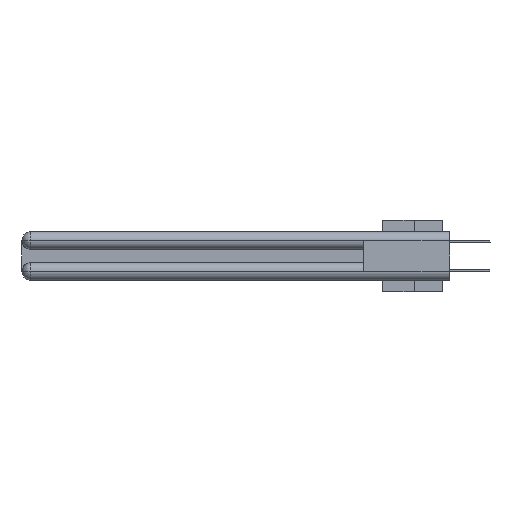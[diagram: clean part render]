
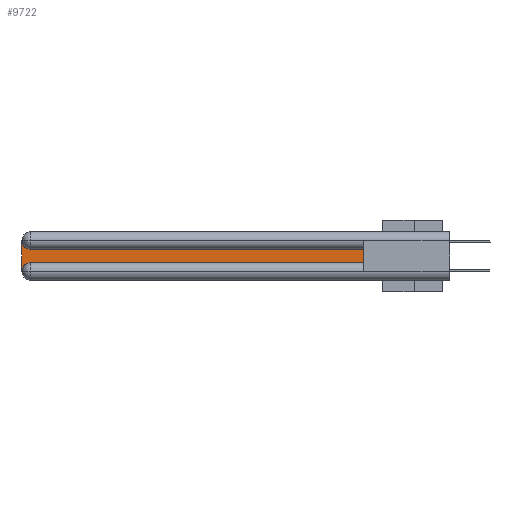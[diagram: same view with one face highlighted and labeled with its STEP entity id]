
A CAD part, left-side view. The second image highlights one B-rep face of the part: STEP entity #9722.
In plain terms, the highlighted planar face has unit normal (-1, 0, 0).
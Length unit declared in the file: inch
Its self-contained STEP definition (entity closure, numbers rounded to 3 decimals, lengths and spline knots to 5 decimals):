
#359 = CARTESIAN_POINT ( 'NONE',  ( 0.075, 0.6, -0.2175 ) ) ;
#439 = DIRECTION ( 'NONE',  ( 0., 0., -1. ) ) ;
#502 = EDGE_LOOP ( 'NONE', ( #36344, #31215, #19650, #30353, #18494, #36566 ) ) ;
#609 = CARTESIAN_POINT ( 'NONE',  ( 0.075, 2.94, -0.0625 ) ) ;
#1115 = CARTESIAN_POINT ( 'NONE',  ( 0.075, 3., -0.2775 ) ) ;
#2357 = VECTOR ( 'NONE', #439, 39.37008 ) ;
#4678 = LINE ( 'NONE', #16554, #36951 ) ;
#4699 = VERTEX_POINT ( 'NONE', #1115 ) ;
#7647 = DIRECTION ( 'NONE',  ( 1., 0., 0. ) ) ;
#8850 = CIRCLE ( 'NONE', #16314, 0.06 ) ;
#9353 = VECTOR ( 'NONE', #10614, 39.37008 ) ;
#9722 = ADVANCED_FACE ( 'NONE', ( #28072 ), #13094, .F. ) ;
#10178 = CARTESIAN_POINT ( 'NONE',  ( 0.075, 3., -0.1225 ) ) ;
#10243 = CARTESIAN_POINT ( 'NONE',  ( 0.075, 2.94, -0.2775 ) ) ;
#10614 = DIRECTION ( 'NONE',  ( 0., -1., 0. ) ) ;
#11092 = CARTESIAN_POINT ( 'NONE',  ( 0.075, 3., -0.0625 ) ) ;
#11860 = LINE ( 'NONE', #35592, #38128 ) ;
#13094 = PLANE ( 'NONE',  #19504 ) ;
#13706 = CARTESIAN_POINT ( 'NONE',  ( 0.075, 2.94, -0.1225 ) ) ;
#15108 = EDGE_CURVE ( 'NONE', #33531, #4699, #30006, .T. ) ;
#15591 = DIRECTION ( 'NONE',  ( 1., 0., 0. ) ) ;
#16314 = AXIS2_PLACEMENT_3D ( 'NONE', #10243, #21909, #27749 ) ;
#16554 = CARTESIAN_POINT ( 'NONE',  ( 0.075, 0.6, -0.1225 ) ) ;
#17421 = EDGE_CURVE ( 'NONE', #34902, #22741, #11860, .T. ) ;
#18494 = ORIENTED_EDGE ( 'NONE', *, *, #25688, .T. ) ;
#18669 = EDGE_CURVE ( 'NONE', #22741, #25579, #4678, .T. ) ;
#19504 = AXIS2_PLACEMENT_3D ( 'NONE', #10178, #7647, #22427 ) ;
#19650 = ORIENTED_EDGE ( 'NONE', *, *, #15108, .T. ) ;
#20364 = CARTESIAN_POINT ( 'NONE',  ( 0.075, 2.94, -0.2175 ) ) ;
#21800 = AXIS2_PLACEMENT_3D ( 'NONE', #609, #15591, #35839 ) ;
#21909 = DIRECTION ( 'NONE',  ( 1., 0., 0. ) ) ;
#22427 = DIRECTION ( 'NONE',  ( 0., 0., -1. ) ) ;
#22741 = VERTEX_POINT ( 'NONE', #31696 ) ;
#23598 = CARTESIAN_POINT ( 'NONE',  ( 0.075, 3., -0.2175 ) ) ;
#25579 = VERTEX_POINT ( 'NONE', #13706 ) ;
#25688 = EDGE_CURVE ( 'NONE', #28461, #34902, #34176, .T. ) ;
#26239 = DIRECTION ( 'NONE',  ( 0., 0., 1. ) ) ;
#27739 = EDGE_CURVE ( 'NONE', #25579, #33531, #36097, .T. ) ;
#27749 = DIRECTION ( 'NONE',  ( 0., 0., -1. ) ) ;
#28072 = FACE_OUTER_BOUND ( 'NONE', #502, .T. ) ;
#28461 = VERTEX_POINT ( 'NONE', #20364 ) ;
#30006 = LINE ( 'NONE', #23598, #2357 ) ;
#30353 = ORIENTED_EDGE ( 'NONE', *, *, #31463, .T. ) ;
#31215 = ORIENTED_EDGE ( 'NONE', *, *, #27739, .T. ) ;
#31463 = EDGE_CURVE ( 'NONE', #4699, #28461, #8850, .T. ) ;
#31696 = CARTESIAN_POINT ( 'NONE',  ( 0.075, 0.6, -0.1225 ) ) ;
#31720 = DIRECTION ( 'NONE',  ( 0., 1., 0. ) ) ;
#33531 = VERTEX_POINT ( 'NONE', #11092 ) ;
#34176 = LINE ( 'NONE', #37262, #9353 ) ;
#34902 = VERTEX_POINT ( 'NONE', #359 ) ;
#35592 = CARTESIAN_POINT ( 'NONE',  ( 0.075, 0.6, -0.2175 ) ) ;
#35839 = DIRECTION ( 'NONE',  ( 0., 0., -1. ) ) ;
#36097 = CIRCLE ( 'NONE', #21800, 0.06 ) ;
#36344 = ORIENTED_EDGE ( 'NONE', *, *, #18669, .T. ) ;
#36566 = ORIENTED_EDGE ( 'NONE', *, *, #17421, .T. ) ;
#36951 = VECTOR ( 'NONE', #31720, 39.37008 ) ;
#37262 = CARTESIAN_POINT ( 'NONE',  ( 0.075, 0.6, -0.2175 ) ) ;
#38128 = VECTOR ( 'NONE', #26239, 39.37008 ) ;
